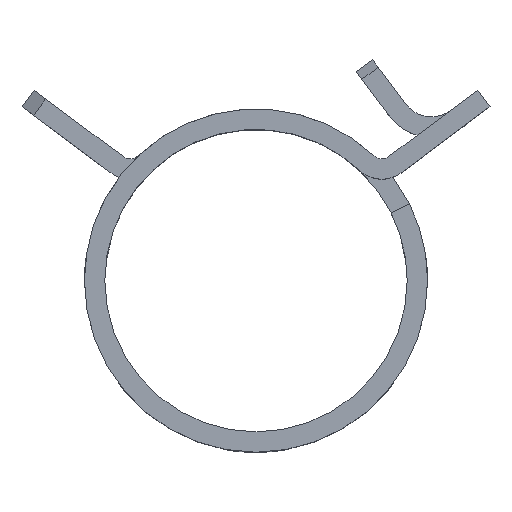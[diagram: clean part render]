
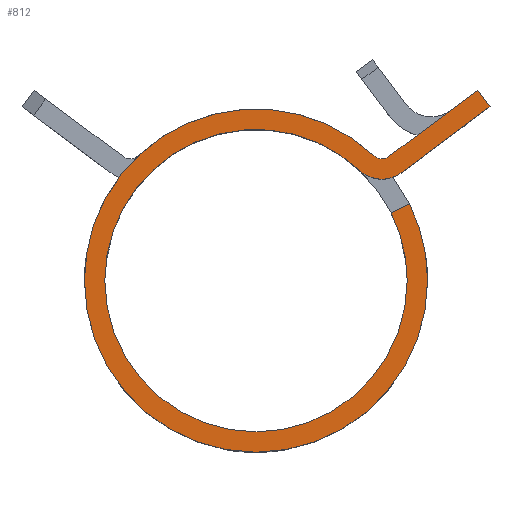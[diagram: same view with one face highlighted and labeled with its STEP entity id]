
A CAD part, top view. The second image highlights one B-rep face of the part: STEP entity #812.
In plain terms, the highlighted planar face has unit normal (0, 0, 1).
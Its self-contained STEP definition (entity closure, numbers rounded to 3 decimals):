
#37 = CARTESIAN_POINT ( 'NONE',  ( 0., 0., 6. ) ) ;
#171 = AXIS2_PLACEMENT_3D ( 'NONE', #3115, #1262, #4555 ) ;
#198 = VERTEX_POINT ( 'NONE', #200 ) ;
#200 = CARTESIAN_POINT ( 'NONE',  ( -14.3, 0., 6. ) ) ;
#282 = EDGE_CURVE ( 'NONE', #2564, #4882, #4238, .T. ) ;
#537 = ORIENTED_EDGE ( 'NONE', *, *, #1150, .T. ) ;
#646 = DIRECTION ( 'NONE',  ( 0., 0., 1. ) ) ;
#757 = ORIENTED_EDGE ( 'NONE', *, *, #3619, .F. ) ;
#812 = ADVANCED_FACE ( 'NONE', ( #5402 ), #1058, .T. ) ;
#936 = DIRECTION ( 'NONE',  ( -1., 0., 0. ) ) ;
#941 = VERTEX_POINT ( 'NONE', #5522 ) ;
#969 = CARTESIAN_POINT ( 'NONE',  ( 9.789, 10.424, 6. ) ) ;
#1005 = CARTESIAN_POINT ( 'NONE',  ( 0., 0., 6. ) ) ;
#1025 = CARTESIAN_POINT ( 'NONE',  ( 19.5, 14.5, 6. ) ) ;
#1051 = DIRECTION ( 'NONE',  ( 0., 0., 1. ) ) ;
#1058 = PLANE ( 'NONE',  #2046 ) ;
#1150 = EDGE_CURVE ( 'NONE', #3484, #198, #5038, .T. ) ;
#1232 = ORIENTED_EDGE ( 'NONE', *, *, #3385, .F. ) ;
#1262 = DIRECTION ( 'NONE',  ( 0., 0., -1. ) ) ;
#1275 = EDGE_CURVE ( 'NONE', #2334, #3484, #3237, .T. ) ;
#1370 = CARTESIAN_POINT ( 'NONE',  ( 10.474, 11.153, 6. ) ) ;
#1665 = DIRECTION ( 'NONE',  ( 0., 0., 1. ) ) ;
#1679 = DIRECTION ( 'NONE',  ( -0.802, -0.597, 0. ) ) ;
#1697 = VERTEX_POINT ( 'NONE', #3081 ) ;
#1709 = ORIENTED_EDGE ( 'NONE', *, *, #3375, .F. ) ;
#1842 = VERTEX_POINT ( 'NONE', #1025 ) ;
#1848 = ORIENTED_EDGE ( 'NONE', *, *, #1275, .T. ) ;
#1899 = ORIENTED_EDGE ( 'NONE', *, *, #3646, .F. ) ;
#1932 = DIRECTION ( 'NONE',  ( 1., 0., 0. ) ) ;
#2002 = CARTESIAN_POINT ( 'NONE',  ( 12.6, 0., 6. ) ) ;
#2046 = AXIS2_PLACEMENT_3D ( 'NONE', #2529, #4878, #3434 ) ;
#2072 = VECTOR ( 'NONE', #1679, 1000. ) ;
#2077 = DIRECTION ( 'NONE',  ( 1., 0., 0. ) ) ;
#2103 = LINE ( 'NONE', #5902, #2260 ) ;
#2109 = LINE ( 'NONE', #4439, #2072 ) ;
#2117 = CARTESIAN_POINT ( 'NONE',  ( 11.071, 10.35, 6. ) ) ;
#2260 = VECTOR ( 'NONE', #3062, 1000. ) ;
#2274 = EDGE_CURVE ( 'NONE', #3100, #2872, #5844, .T. ) ;
#2324 = CARTESIAN_POINT ( 'NONE',  ( 18.486, 15.864, 6. ) ) ;
#2334 = VERTEX_POINT ( 'NONE', #2117 ) ;
#2388 = DIRECTION ( 'NONE',  ( 0., 0., 1. ) ) ;
#2523 = CARTESIAN_POINT ( 'NONE',  ( 0., 0., 6. ) ) ;
#2529 = CARTESIAN_POINT ( 'NONE',  ( 0., 0., 6. ) ) ;
#2564 = VERTEX_POINT ( 'NONE', #4356 ) ;
#2625 = CARTESIAN_POINT ( 'NONE',  ( 0., 0., 6. ) ) ;
#2653 = AXIS2_PLACEMENT_3D ( 'NONE', #1005, #2388, #1932 ) ;
#2659 = VECTOR ( 'NONE', #4624, 1000. ) ;
#2660 = DIRECTION ( 'NONE',  ( 0., 0., 1. ) ) ;
#2708 = CARTESIAN_POINT ( 'NONE',  ( 8.626, 9.185, 6. ) ) ;
#2745 = AXIS2_PLACEMENT_3D ( 'NONE', #2523, #1051, #5748 ) ;
#2870 = EDGE_CURVE ( 'NONE', #941, #3100, #4754, .T. ) ;
#2872 = VERTEX_POINT ( 'NONE', #4719 ) ;
#3055 = AXIS2_PLACEMENT_3D ( 'NONE', #2625, #2660, #5030 ) ;
#3062 = DIRECTION ( 'NONE',  ( 0.894, 0.448, 0. ) ) ;
#3081 = CARTESIAN_POINT ( 'NONE',  ( 18.486, 15.864, 6. ) ) ;
#3100 = VERTEX_POINT ( 'NONE', #2708 ) ;
#3115 = CARTESIAN_POINT ( 'NONE',  ( 10.474, 11.153, 6. ) ) ;
#3223 = DIRECTION ( 'NONE',  ( 0.597, -0.802, 0. ) ) ;
#3237 = CIRCLE ( 'NONE', #171, 1. ) ;
#3253 = AXIS2_PLACEMENT_3D ( 'NONE', #5003, #646, #2077 ) ;
#3300 = LINE ( 'NONE', #5097, #2659 ) ;
#3375 = EDGE_CURVE ( 'NONE', #4104, #4882, #2103, .T. ) ;
#3385 = EDGE_CURVE ( 'NONE', #1697, #1842, #6044, .T. ) ;
#3430 = CARTESIAN_POINT ( 'NONE',  ( 11.263, 5.648, 6. ) ) ;
#3434 = DIRECTION ( 'NONE',  ( 1., 0., 0. ) ) ;
#3484 = VERTEX_POINT ( 'NONE', #969 ) ;
#3527 = EDGE_CURVE ( 'NONE', #198, #2564, #5153, .T. ) ;
#3538 = AXIS2_PLACEMENT_3D ( 'NONE', #37, #3824, #5731 ) ;
#3606 = DIRECTION ( 'NONE',  ( 1., 0., 0. ) ) ;
#3619 = EDGE_CURVE ( 'NONE', #5607, #4104, #3957, .T. ) ;
#3646 = EDGE_CURVE ( 'NONE', #1842, #941, #2109, .T. ) ;
#3742 = EDGE_CURVE ( 'NONE', #2872, #5607, #4060, .T. ) ;
#3748 = VECTOR ( 'NONE', #3223, 1000. ) ;
#3778 = EDGE_CURVE ( 'NONE', #1697, #2334, #3300, .T. ) ;
#3824 = DIRECTION ( 'NONE',  ( 0., 0., 1. ) ) ;
#3957 = CIRCLE ( 'NONE', #3055, 12.6 ) ;
#3979 = CARTESIAN_POINT ( 'NONE',  ( 12.783, 6.41, 6. ) ) ;
#4060 = CIRCLE ( 'NONE', #3253, 12.6 ) ;
#4104 = VERTEX_POINT ( 'NONE', #3430 ) ;
#4203 = ORIENTED_EDGE ( 'NONE', *, *, #3778, .T. ) ;
#4238 = CIRCLE ( 'NONE', #5834, 14.3 ) ;
#4240 = ORIENTED_EDGE ( 'NONE', *, *, #2870, .F. ) ;
#4316 = ORIENTED_EDGE ( 'NONE', *, *, #282, .T. ) ;
#4346 = DIRECTION ( 'NONE',  ( 0., 0., -1. ) ) ;
#4356 = CARTESIAN_POINT ( 'NONE',  ( 14.3, 0., 6. ) ) ;
#4429 = ORIENTED_EDGE ( 'NONE', *, *, #3742, .F. ) ;
#4439 = CARTESIAN_POINT ( 'NONE',  ( 19.5, 14.5, 6. ) ) ;
#4555 = DIRECTION ( 'NONE',  ( 1., 0., 0. ) ) ;
#4599 = ORIENTED_EDGE ( 'NONE', *, *, #3527, .T. ) ;
#4624 = DIRECTION ( 'NONE',  ( -0.802, -0.597, 0. ) ) ;
#4719 = CARTESIAN_POINT ( 'NONE',  ( -12.6, 0., 6. ) ) ;
#4749 = AXIS2_PLACEMENT_3D ( 'NONE', #1370, #4346, #936 ) ;
#4754 = CIRCLE ( 'NONE', #4749, 2.7 ) ;
#4878 = DIRECTION ( 'NONE',  ( 0., 0., 1. ) ) ;
#4882 = VERTEX_POINT ( 'NONE', #3979 ) ;
#5003 = CARTESIAN_POINT ( 'NONE',  ( 0., 0., 6. ) ) ;
#5030 = DIRECTION ( 'NONE',  ( 1., 0., 0. ) ) ;
#5038 = CIRCLE ( 'NONE', #2745, 14.3 ) ;
#5097 = CARTESIAN_POINT ( 'NONE',  ( 18.486, 15.864, 6. ) ) ;
#5153 = CIRCLE ( 'NONE', #2653, 14.3 ) ;
#5392 = CARTESIAN_POINT ( 'NONE',  ( 0., 0., 6. ) ) ;
#5402 = FACE_OUTER_BOUND ( 'NONE', #5532, .T. ) ;
#5522 = CARTESIAN_POINT ( 'NONE',  ( 12.085, 8.986, 6. ) ) ;
#5532 = EDGE_LOOP ( 'NONE', ( #537, #4599, #4316, #1709, #757, #4429, #5907, #4240, #1899, #1232, #4203, #1848 ) ) ;
#5607 = VERTEX_POINT ( 'NONE', #2002 ) ;
#5731 = DIRECTION ( 'NONE',  ( 1., 0., 0. ) ) ;
#5748 = DIRECTION ( 'NONE',  ( 1., 0., 0. ) ) ;
#5834 = AXIS2_PLACEMENT_3D ( 'NONE', #5392, #1665, #3606 ) ;
#5844 = CIRCLE ( 'NONE', #3538, 12.6 ) ;
#5902 = CARTESIAN_POINT ( 'NONE',  ( 11.263, 5.648, 6. ) ) ;
#5907 = ORIENTED_EDGE ( 'NONE', *, *, #2274, .F. ) ;
#6044 = LINE ( 'NONE', #2324, #3748 ) ;
